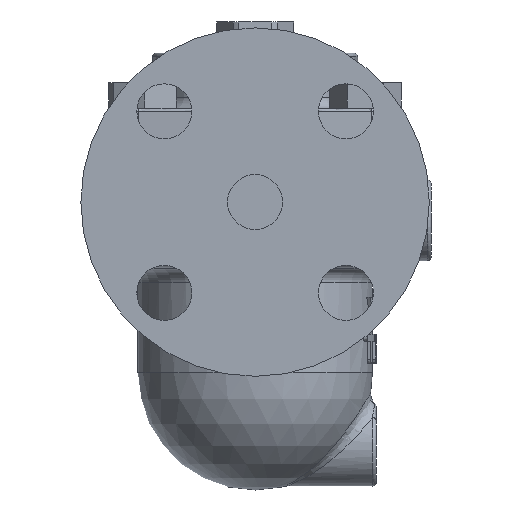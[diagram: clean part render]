
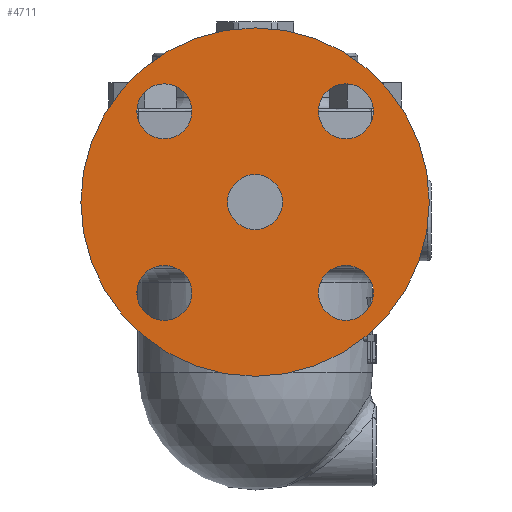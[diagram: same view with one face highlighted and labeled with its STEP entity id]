
A CAD part, left-side view. The second image highlights one B-rep face of the part: STEP entity #4711.
In plain terms, the highlighted planar face has unit normal (-1, 0, 0).
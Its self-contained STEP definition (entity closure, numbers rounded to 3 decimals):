
#636=FACE_BOUND('',#1114,.T.);
#637=FACE_BOUND('',#1115,.T.);
#638=FACE_BOUND('',#1116,.T.);
#639=FACE_BOUND('',#1117,.T.);
#640=FACE_BOUND('',#1118,.T.);
#681=PLANE('',#5032);
#794=FACE_OUTER_BOUND('',#1113,.T.);
#1113=EDGE_LOOP('',(#3184));
#1114=EDGE_LOOP('',(#3185));
#1115=EDGE_LOOP('',(#3186));
#1116=EDGE_LOOP('',(#3187));
#1117=EDGE_LOOP('',(#3188));
#1118=EDGE_LOOP('',(#3189));
#1681=CIRCLE('',#5019,47.5);
#1682=CIRCLE('',#5021,7.5);
#1683=CIRCLE('',#5023,7.5);
#1684=CIRCLE('',#5025,7.5);
#1685=CIRCLE('',#5027,7.5);
#1687=CIRCLE('',#5031,7.5);
#1956=VERTEX_POINT('',#7213);
#1957=VERTEX_POINT('',#7216);
#1958=VERTEX_POINT('',#7219);
#1959=VERTEX_POINT('',#7222);
#1960=VERTEX_POINT('',#7225);
#1962=VERTEX_POINT('',#7231);
#2429=EDGE_CURVE('',#1956,#1956,#1681,.T.);
#2430=EDGE_CURVE('',#1957,#1957,#1682,.T.);
#2431=EDGE_CURVE('',#1958,#1958,#1683,.T.);
#2432=EDGE_CURVE('',#1959,#1959,#1684,.T.);
#2433=EDGE_CURVE('',#1960,#1960,#1685,.T.);
#2435=EDGE_CURVE('',#1962,#1962,#1687,.T.);
#3184=ORIENTED_EDGE('',*,*,#2429,.F.);
#3185=ORIENTED_EDGE('',*,*,#2430,.T.);
#3186=ORIENTED_EDGE('',*,*,#2431,.T.);
#3187=ORIENTED_EDGE('',*,*,#2432,.T.);
#3188=ORIENTED_EDGE('',*,*,#2433,.T.);
#3189=ORIENTED_EDGE('',*,*,#2435,.T.);
#4711=ADVANCED_FACE('',(#794,#636,#637,#638,#639,#640),#681,.F.);
#5019=AXIS2_PLACEMENT_3D('',#7214,#5505,#5506);
#5021=AXIS2_PLACEMENT_3D('',#7217,#5509,#5510);
#5023=AXIS2_PLACEMENT_3D('',#7220,#5513,#5514);
#5025=AXIS2_PLACEMENT_3D('',#7223,#5517,#5518);
#5027=AXIS2_PLACEMENT_3D('',#7226,#5521,#5522);
#5031=AXIS2_PLACEMENT_3D('',#7232,#5529,#5530);
#5032=AXIS2_PLACEMENT_3D('',#7233,#5531,#5532);
#5505=DIRECTION('center_axis',(1.,0.,0.));
#5506=DIRECTION('ref_axis',(0.,0.,1.));
#5509=DIRECTION('center_axis',(1.,0.,0.));
#5510=DIRECTION('ref_axis',(0.,-1.,0.));
#5513=DIRECTION('center_axis',(1.,0.,0.));
#5514=DIRECTION('ref_axis',(0.,0.,
1.));
#5517=DIRECTION('center_axis',(1.,0.,0.));
#5518=DIRECTION('ref_axis',(0.,1.,0.));
#5521=DIRECTION('center_axis',(1.,0.,0.));
#5522=DIRECTION('ref_axis',(0.,0.,-1.));
#5529=DIRECTION('center_axis',(1.,0.,0.));
#5530=DIRECTION('ref_axis',(0.,0.,-1.));
#5531=DIRECTION('center_axis',(1.,0.,0.));
#5532=DIRECTION('ref_axis',(0.,0.,-1.));
#7213=CARTESIAN_POINT('',(-85.,0.,-47.5));
#7214=CARTESIAN_POINT('Origin',(-85.,0.,0.));
#7216=CARTESIAN_POINT('',(-85.,17.249,-24.749));
#7217=CARTESIAN_POINT('Origin',(-85.,24.749,-24.749));
#7219=CARTESIAN_POINT('',(-85.,-24.749,-17.249));
#7220=CARTESIAN_POINT('Origin',(-85.,-24.749,-24.749));
#7222=CARTESIAN_POINT('',(-85.,-17.249,24.749));
#7223=CARTESIAN_POINT('Origin',(-85.,-24.749,24.749));
#7225=CARTESIAN_POINT('',(-85.,0.,-7.5));
#7226=CARTESIAN_POINT('Origin',(-85.,0.,0.));
#7231=CARTESIAN_POINT('',(-85.,24.749,17.249));
#7232=CARTESIAN_POINT('Origin',(-85.,24.749,24.749));
#7233=CARTESIAN_POINT('Origin',(-85.,0.,0.));
